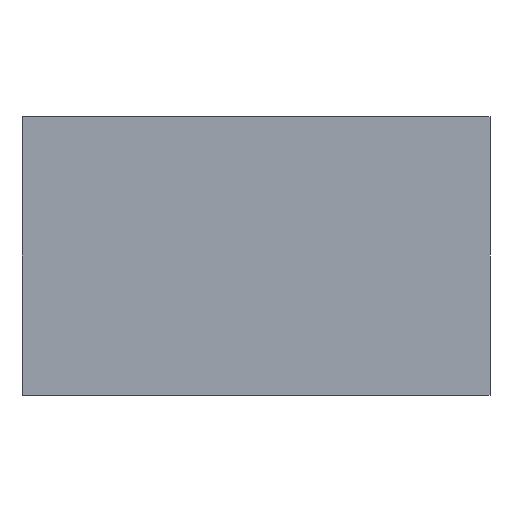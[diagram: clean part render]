
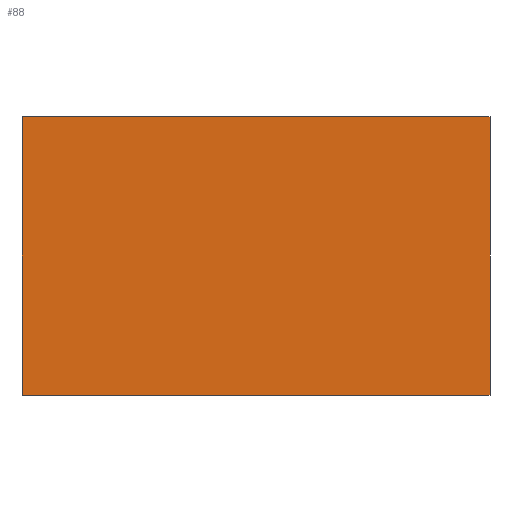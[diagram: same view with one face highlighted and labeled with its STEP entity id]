
A CAD part, left-side view. The second image highlights one B-rep face of the part: STEP entity #88.
In plain terms, the highlighted planar face has unit normal (-0.632, -0.775, 0).
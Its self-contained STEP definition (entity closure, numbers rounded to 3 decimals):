
#21 = EDGE_CURVE('',#22,#24,#26,.T.);
#22 = VERTEX_POINT('',#23);
#23 = CARTESIAN_POINT('',(-20.61,16.819,0.));
#24 = VERTEX_POINT('',#25);
#25 = CARTESIAN_POINT('',(-20.61,16.819,10.));
#26 = LINE('',#27,#28);
#27 = CARTESIAN_POINT('',(-20.61,16.819,0.));
#28 = VECTOR('',#29,1.);
#29 = DIRECTION('',(0.,0.,1.));
#61 = EDGE_CURVE('',#62,#64,#66,.T.);
#62 = VERTEX_POINT('',#63);
#63 = CARTESIAN_POINT('',(0.,0.,0.));
#64 = VERTEX_POINT('',#65);
#65 = CARTESIAN_POINT('',(0.,0.,10.));
#66 = LINE('',#67,#68);
#67 = CARTESIAN_POINT('',(0.,0.,0.));
#68 = VECTOR('',#69,1.);
#69 = DIRECTION('',(0.,0.,1.));
#88 = ADVANCED_FACE('',(#89),#105,.F.);
#89 = FACE_BOUND('',#90,.F.);
#90 = EDGE_LOOP('',(#91,#92,#98,#99));
#91 = ORIENTED_EDGE('',*,*,#21,.T.);
#92 = ORIENTED_EDGE('',*,*,#93,.T.);
#93 = EDGE_CURVE('',#24,#64,#94,.T.);
#94 = LINE('',#95,#96);
#95 = CARTESIAN_POINT('',(-20.61,16.819,10.));
#96 = VECTOR('',#97,1.);
#97 = DIRECTION('',(0.775,-0.632,0.));
#98 = ORIENTED_EDGE('',*,*,#61,.F.);
#99 = ORIENTED_EDGE('',*,*,#100,.F.);
#100 = EDGE_CURVE('',#22,#62,#101,.T.);
#101 = LINE('',#102,#103);
#102 = CARTESIAN_POINT('',(-20.61,16.819,0.));
#103 = VECTOR('',#104,1.);
#104 = DIRECTION('',(0.775,-0.632,0.));
#105 = PLANE('',#106);
#106 = AXIS2_PLACEMENT_3D('',#107,#108,#109);
#107 = CARTESIAN_POINT('',(-20.61,16.819,0.));
#108 = DIRECTION('',(0.632,0.775,0.));
#109 = DIRECTION('',(0.775,-0.632,0.));
